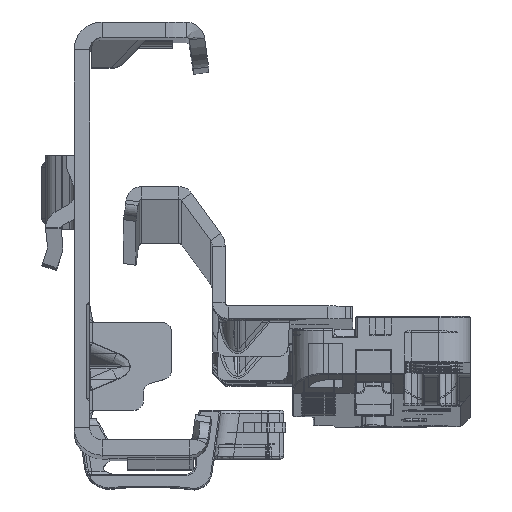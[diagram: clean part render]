
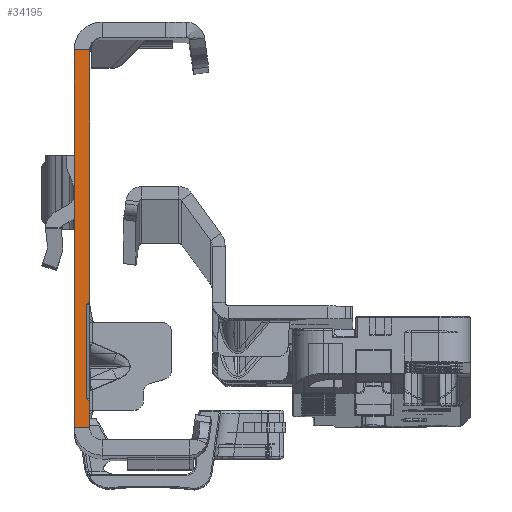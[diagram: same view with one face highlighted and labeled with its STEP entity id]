
A CAD part, top view. The second image highlights one B-rep face of the part: STEP entity #34195.
In plain terms, the highlighted planar face has unit normal (0, 0, 1).
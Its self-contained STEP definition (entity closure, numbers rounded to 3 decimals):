
#1185 = VECTOR ( 'NONE', #111323, 1000. ) ;
#3117 = AXIS2_PLACEMENT_3D ( 'NONE', #102089, #124106, #13004 ) ;
#6169 = CARTESIAN_POINT ( 'NONE',  ( -0.536, -25.45, 0. ) ) ;
#7120 = DIRECTION ( 'NONE',  ( -0.719, 0.695, 0. ) ) ;
#8424 = ORIENTED_EDGE ( 'NONE', *, *, #36556, .T. ) ;
#9067 = DIRECTION ( 'NONE',  ( 0., -1., 0. ) ) ;
#9380 = CARTESIAN_POINT ( 'NONE',  ( 0., -32., 0. ) ) ;
#10123 = ORIENTED_EDGE ( 'NONE', *, *, #95238, .F. ) ;
#13004 = DIRECTION ( 'NONE',  ( 1., 0., 0. ) ) ;
#13394 = CARTESIAN_POINT ( 'NONE',  ( -0.536, -10.45, 0. ) ) ;
#14332 = LINE ( 'NONE', #43017, #116735 ) ;
#17025 = EDGE_CURVE ( 'NONE', #32798, #102781, #14332, .T. ) ;
#17296 = EDGE_CURVE ( 'NONE', #57844, #104517, #29881, .T. ) ;
#19046 = CARTESIAN_POINT ( 'NONE',  ( 0., -32., 0. ) ) ;
#21441 = CARTESIAN_POINT ( 'NONE',  ( 0., -30., 0. ) ) ;
#23228 = ORIENTED_EDGE ( 'NONE', *, *, #63677, .F. ) ;
#28805 = VECTOR ( 'NONE', #102113, 1000. ) ;
#29881 = LINE ( 'NONE', #128059, #60812 ) ;
#32798 = VERTEX_POINT ( 'NONE', #40993 ) ;
#34195 = ADVANCED_FACE ( 'NONE', ( #44859 ), #84541, .T. ) ;
#34424 = VECTOR ( 'NONE', #97218, 1000. ) ;
#35342 = ORIENTED_EDGE ( 'NONE', *, *, #118296, .F. ) ;
#35763 = LINE ( 'NONE', #74190, #125597 ) ;
#36556 = EDGE_CURVE ( 'NONE', #106801, #118194, #35763, .T. ) ;
#40917 = LINE ( 'NONE', #89072, #42056 ) ;
#40993 = CARTESIAN_POINT ( 'NONE',  ( -2.45, 30., 0. ) ) ;
#42056 = VECTOR ( 'NONE', #9067, 1000. ) ;
#43017 = CARTESIAN_POINT ( 'NONE',  ( -2.45, -32., 0. ) ) ;
#44537 = ORIENTED_EDGE ( 'NONE', *, *, #102184, .T. ) ;
#44859 = FACE_OUTER_BOUND ( 'NONE', #81591, .T. ) ;
#46816 = CARTESIAN_POINT ( 'NONE',  ( 0., -25.968, 0. ) ) ;
#47401 = VERTEX_POINT ( 'NONE', #21441 ) ;
#54026 = CARTESIAN_POINT ( 'NONE',  ( 0., -30., 0. ) ) ;
#57844 = VERTEX_POINT ( 'NONE', #13394 ) ;
#60812 = VECTOR ( 'NONE', #109834, 1000. ) ;
#63677 = EDGE_CURVE ( 'NONE', #57844, #118194, #40917, .T. ) ;
#68604 = CARTESIAN_POINT ( 'NONE',  ( -2.45, -30., 0. ) ) ;
#74190 = CARTESIAN_POINT ( 'NONE',  ( 0.082, -26.047, 0. ) ) ;
#75442 = EDGE_CURVE ( 'NONE', #47401, #102781, #91751, .T. ) ;
#81591 = EDGE_LOOP ( 'NONE', ( #23228, #91833, #35342, #44537, #101076, #91024, #10123, #8424 ) ) ;
#84541 = PLANE ( 'NONE',  #3117 ) ;
#84613 = DIRECTION ( 'NONE',  ( 0., -1., 0. ) ) ;
#88152 = CARTESIAN_POINT ( 'NONE',  ( 0., 30., 0. ) ) ;
#89072 = CARTESIAN_POINT ( 'NONE',  ( -0.536, -9.85, 0. ) ) ;
#91024 = ORIENTED_EDGE ( 'NONE', *, *, #75442, .F. ) ;
#91751 = LINE ( 'NONE', #54026, #93089 ) ;
#91833 = ORIENTED_EDGE ( 'NONE', *, *, #17296, .T. ) ;
#93089 = VECTOR ( 'NONE', #124146, 1000. ) ;
#93295 = CARTESIAN_POINT ( 'NONE',  ( 0., -9.932, 0. ) ) ;
#95238 = EDGE_CURVE ( 'NONE', #106801, #47401, #117878, .T. ) ;
#97218 = DIRECTION ( 'NONE',  ( 0., -1., 0. ) ) ;
#97505 = VERTEX_POINT ( 'NONE', #88152 ) ;
#101076 = ORIENTED_EDGE ( 'NONE', *, *, #17025, .T. ) ;
#101479 = CARTESIAN_POINT ( 'NONE',  ( 0., 30., 0. ) ) ;
#102089 = CARTESIAN_POINT ( 'NONE',  ( -2.45, -32., 0. ) ) ;
#102113 = DIRECTION ( 'NONE',  ( -1., 0., 0. ) ) ;
#102184 = EDGE_CURVE ( 'NONE', #97505, #32798, #102758, .T. ) ;
#102758 = LINE ( 'NONE', #101479, #28805 ) ;
#102781 = VERTEX_POINT ( 'NONE', #68604 ) ;
#104517 = VERTEX_POINT ( 'NONE', #93295 ) ;
#106801 = VERTEX_POINT ( 'NONE', #46816 ) ;
#109834 = DIRECTION ( 'NONE',  ( 0.719, 0.695, 0. ) ) ;
#111323 = DIRECTION ( 'NONE',  ( 0., -1., 0. ) ) ;
#116699 = LINE ( 'NONE', #9380, #34424 ) ;
#116735 = VECTOR ( 'NONE', #84613, 1000. ) ;
#117878 = LINE ( 'NONE', #19046, #1185 ) ;
#118194 = VERTEX_POINT ( 'NONE', #6169 ) ;
#118296 = EDGE_CURVE ( 'NONE', #97505, #104517, #116699, .T. ) ;
#124106 = DIRECTION ( 'NONE',  ( 0., 0., 1. ) ) ;
#124146 = DIRECTION ( 'NONE',  ( -1., 0., 0. ) ) ;
#125597 = VECTOR ( 'NONE', #7120, 1000. ) ;
#128059 = CARTESIAN_POINT ( 'NONE',  ( -0.259, -10.182, 0. ) ) ;
